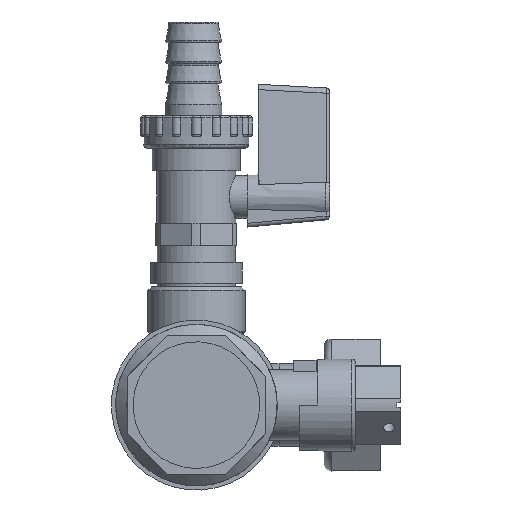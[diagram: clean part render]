
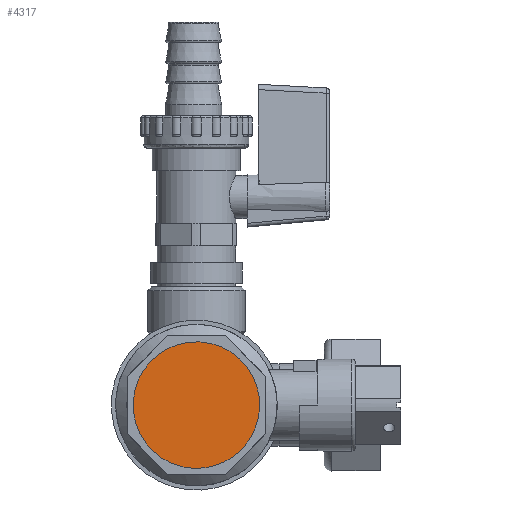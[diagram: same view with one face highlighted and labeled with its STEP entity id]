
A CAD part, left-side view. The second image highlights one B-rep face of the part: STEP entity #4317.
In plain terms, the highlighted planar face has unit normal (-1, 0, 0).
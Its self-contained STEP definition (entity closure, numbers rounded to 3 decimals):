
#372=CIRCLE($,#4710,16.85);
#667=FACE_OUTER_BOUND($,#994,.T.);
#994=EDGE_LOOP($,(#3436));
#1986=VERTEX_POINT($,#8334);
#2510=EDGE_CURVE($,#1986,#1986,#372,.T.);
#3436=ORIENTED_EDGE($,*,*,#2510,.F.);
#4123=PLANE($,#4711);
#4317=ADVANCED_FACE($,(#667),#4123,.T.);
#4710=AXIS2_PLACEMENT_3D($,#8335,#5687,#5688);
#4711=AXIS2_PLACEMENT_3D($,#8336,#5689,#5690);
#5687=DIRECTION('center_axis',(1.,0.,0.));
#5688=DIRECTION('ref_axis',(0.,1.,0.));
#5689=DIRECTION('center_axis',(-1.,0.,0.));
#5690=DIRECTION('ref_axis',(0.,0.,1.));
#8334=CARTESIAN_POINT('',(10.,-13.5,10.083));
#8335=CARTESIAN_POINT('Origin',(10.,0.,0.));
#8336=CARTESIAN_POINT('Origin',(10.,8.425,0.));
